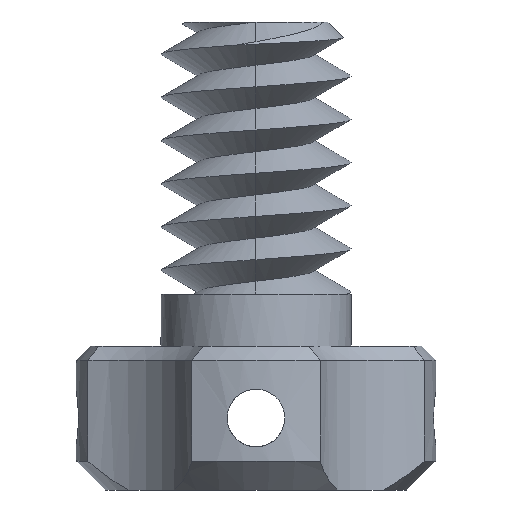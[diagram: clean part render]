
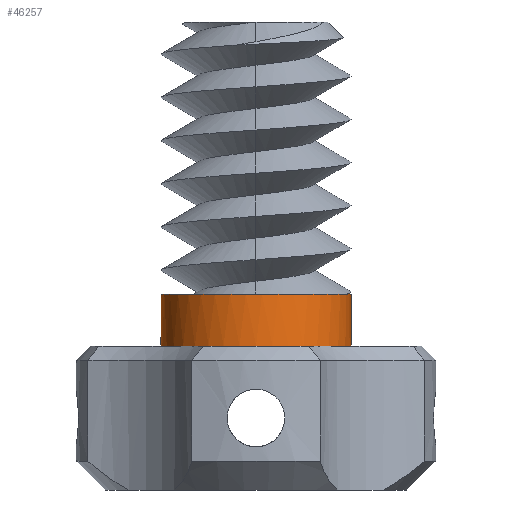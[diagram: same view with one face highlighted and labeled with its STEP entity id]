
A CAD part, front view. The second image highlights one B-rep face of the part: STEP entity #46257.
In plain terms, the highlighted cylindrical face has radius 3.3 mm (diameter 6.6 mm), a full revolution.
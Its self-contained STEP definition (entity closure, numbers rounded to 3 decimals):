
#21 = EDGE_CURVE('',#22,#24,#26,.T.);
#22 = VERTEX_POINT('',#23);
#23 = CARTESIAN_POINT('',(3.3,0.,1.8));
#24 = VERTEX_POINT('',#25);
#25 = CARTESIAN_POINT('',(3.138,-1.02,1.8)
  );
#26 = SURFACE_CURVE('',#27,(#32,#44),.PCURVE_S1.);
#27 = CIRCLE('',#28,3.3);
#28 = AXIS2_PLACEMENT_3D('',#29,#30,#31);
#29 = CARTESIAN_POINT('',(0.,0.,1.8));
#30 = DIRECTION('',(0.,0.,1.));
#31 = DIRECTION('',(1.,0.,0.));
#32 = PCURVE('',#33,#38);
#33 = PLANE('',#34);
#34 = AXIS2_PLACEMENT_3D('',#35,#36,#37);
#35 = CARTESIAN_POINT('',(0.,0.,1.8));
#36 = DIRECTION('',(0.,0.,1.));
#37 = DIRECTION('',(1.,0.,0.));
#38 = DEFINITIONAL_REPRESENTATION('',(#39),#43);
#39 = CIRCLE('',#40,3.3);
#40 = AXIS2_PLACEMENT_2D('',#41,#42);
#41 = CARTESIAN_POINT('',(0.,0.));
#42 = DIRECTION('',(1.,0.));
#43 = ( GEOMETRIC_REPRESENTATION_CONTEXT(2) 
PARAMETRIC_REPRESENTATION_CONTEXT() REPRESENTATION_CONTEXT('2D SPACE',''
  ) );
#44 = PCURVE('',#45,#50);
#45 = CYLINDRICAL_SURFACE('',#46,3.3);
#46 = AXIS2_PLACEMENT_3D('',#47,#48,#49);
#47 = CARTESIAN_POINT('',(0.,0.,0.));
#48 = DIRECTION('',(-0.,-0.,-1.));
#49 = DIRECTION('',(1.,0.,0.));
#50 = DEFINITIONAL_REPRESENTATION('',(#51),#55);
#51 = LINE('',#52,#53);
#52 = CARTESIAN_POINT('',(-0.,-1.8));
#53 = VECTOR('',#54,1.);
#54 = DIRECTION('',(-1.,0.));
#55 = ( GEOMETRIC_REPRESENTATION_CONTEXT(2) 
PARAMETRIC_REPRESENTATION_CONTEXT() REPRESENTATION_CONTEXT('2D SPACE',''
  ) );
#57 = EDGE_CURVE('',#24,#22,#58,.T.);
#58 = SURFACE_CURVE('',#59,(#64,#71),.PCURVE_S1.);
#59 = CIRCLE('',#60,3.3);
#60 = AXIS2_PLACEMENT_3D('',#61,#62,#63);
#61 = CARTESIAN_POINT('',(0.,0.,1.8));
#62 = DIRECTION('',(0.,0.,1.));
#63 = DIRECTION('',(1.,0.,0.));
#64 = PCURVE('',#33,#65);
#65 = DEFINITIONAL_REPRESENTATION('',(#66),#70);
#66 = CIRCLE('',#67,3.3);
#67 = AXIS2_PLACEMENT_2D('',#68,#69);
#68 = CARTESIAN_POINT('',(0.,0.));
#69 = DIRECTION('',(1.,0.));
#70 = ( GEOMETRIC_REPRESENTATION_CONTEXT(2) 
PARAMETRIC_REPRESENTATION_CONTEXT() REPRESENTATION_CONTEXT('2D SPACE',''
  ) );
#71 = PCURVE('',#45,#72);
#72 = DEFINITIONAL_REPRESENTATION('',(#73),#77);
#73 = LINE('',#74,#75);
#74 = CARTESIAN_POINT('',(-0.,-1.8));
#75 = VECTOR('',#76,1.);
#76 = DIRECTION('',(-1.,0.));
#77 = ( GEOMETRIC_REPRESENTATION_CONTEXT(2) 
PARAMETRIC_REPRESENTATION_CONTEXT() REPRESENTATION_CONTEXT('2D SPACE',''
  ) );
#2471 = PLANE('',#2472);
#2472 = AXIS2_PLACEMENT_3D('',#2473,#2474,#2475);
#2473 = CARTESIAN_POINT('',(0.,0.,0.)
  );
#2474 = DIRECTION('',(0.,0.,-1.));
#2475 = DIRECTION('',(1.,0.,0.));
#4607 = EDGE_CURVE('',#4608,#4610,#4612,.T.);
#4608 = VERTEX_POINT('',#4609);
#4609 = CARTESIAN_POINT('',(0.,-3.3,
    0.));
#4610 = VERTEX_POINT('',#4611);
#4611 = CARTESIAN_POINT('',(3.3,0.,0.));
#4612 = SURFACE_CURVE('',#4613,(#4618,#4629),.PCURVE_S1.);
#4613 = CIRCLE('',#4614,3.3);
#4614 = AXIS2_PLACEMENT_3D('',#4615,#4616,#4617);
#4615 = CARTESIAN_POINT('',(0.,0.,0.));
#4616 = DIRECTION('',(0.,0.,1.));
#4617 = DIRECTION('',(1.,0.,0.));
#4618 = PCURVE('',#2471,#4619);
#4619 = DEFINITIONAL_REPRESENTATION('',(#4620),#4628);
#4620 = ( BOUNDED_CURVE() B_SPLINE_CURVE(2,(#4621,#4622,#4623,#4624,
#4625,#4626,#4627),.UNSPECIFIED.,.T.,.F.) B_SPLINE_CURVE_WITH_KNOTS((1,2
    ,2,2,2,1),(-2.094,0.,2.094,4.189,
6.283,8.378),.UNSPECIFIED.) CURVE() 
GEOMETRIC_REPRESENTATION_ITEM() RATIONAL_B_SPLINE_CURVE((1.,0.5,1.,0.5,
1.,0.5,1.)) REPRESENTATION_ITEM('') );
#4621 = CARTESIAN_POINT('',(3.3,0.));
#4622 = CARTESIAN_POINT('',(3.3,-5.716));
#4623 = CARTESIAN_POINT('',(-1.65,-2.858));
#4624 = CARTESIAN_POINT('',(-6.6,0.));
#4625 = CARTESIAN_POINT('',(-1.65,2.858));
#4626 = CARTESIAN_POINT('',(3.3,5.716));
#4627 = CARTESIAN_POINT('',(3.3,0.));
#4628 = ( GEOMETRIC_REPRESENTATION_CONTEXT(2) 
PARAMETRIC_REPRESENTATION_CONTEXT() REPRESENTATION_CONTEXT('2D SPACE',''
  ) );
#4629 = PCURVE('',#45,#4630);
#4630 = DEFINITIONAL_REPRESENTATION('',(#4631),#4635);
#4631 = LINE('',#4632,#4633);
#4632 = CARTESIAN_POINT('',(-0.,0.));
#4633 = VECTOR('',#4634,1.);
#4634 = DIRECTION('',(-1.,0.));
#4635 = ( GEOMETRIC_REPRESENTATION_CONTEXT(2) 
PARAMETRIC_REPRESENTATION_CONTEXT() REPRESENTATION_CONTEXT('2D SPACE',''
  ) );
#4637 = EDGE_CURVE('',#4610,#4608,#4638,.T.);
#4638 = SURFACE_CURVE('',#4639,(#4644,#4655),.PCURVE_S1.);
#4639 = CIRCLE('',#4640,3.3);
#4640 = AXIS2_PLACEMENT_3D('',#4641,#4642,#4643);
#4641 = CARTESIAN_POINT('',(0.,0.,0.));
#4642 = DIRECTION('',(0.,0.,1.));
#4643 = DIRECTION('',(1.,0.,0.));
#4644 = PCURVE('',#2471,#4645);
#4645 = DEFINITIONAL_REPRESENTATION('',(#4646),#4654);
#4646 = ( BOUNDED_CURVE() B_SPLINE_CURVE(2,(#4647,#4648,#4649,#4650,
#4651,#4652,#4653),.UNSPECIFIED.,.T.,.F.) B_SPLINE_CURVE_WITH_KNOTS((1,2
    ,2,2,2,1),(-2.094,0.,2.094,4.189,
6.283,8.378),.UNSPECIFIED.) CURVE() 
GEOMETRIC_REPRESENTATION_ITEM() RATIONAL_B_SPLINE_CURVE((1.,0.5,1.,0.5,
1.,0.5,1.)) REPRESENTATION_ITEM('') );
#4647 = CARTESIAN_POINT('',(3.3,0.));
#4648 = CARTESIAN_POINT('',(3.3,-5.716));
#4649 = CARTESIAN_POINT('',(-1.65,-2.858));
#4650 = CARTESIAN_POINT('',(-6.6,0.));
#4651 = CARTESIAN_POINT('',(-1.65,2.858));
#4652 = CARTESIAN_POINT('',(3.3,5.716));
#4653 = CARTESIAN_POINT('',(3.3,0.));
#4654 = ( GEOMETRIC_REPRESENTATION_CONTEXT(2) 
PARAMETRIC_REPRESENTATION_CONTEXT() REPRESENTATION_CONTEXT('2D SPACE',''
  ) );
#4655 = PCURVE('',#45,#4656);
#4656 = DEFINITIONAL_REPRESENTATION('',(#4657),#4661);
#4657 = LINE('',#4658,#4659);
#4658 = CARTESIAN_POINT('',(-0.,0.));
#4659 = VECTOR('',#4660,1.);
#4660 = DIRECTION('',(-1.,0.));
#4661 = ( GEOMETRIC_REPRESENTATION_CONTEXT(2) 
PARAMETRIC_REPRESENTATION_CONTEXT() REPRESENTATION_CONTEXT('2D SPACE',''
  ) );
#46257 = ADVANCED_FACE('',(#46258),#45,.T.);
#46258 = FACE_BOUND('',#46259,.F.);
#46259 = EDGE_LOOP('',(#46260,#46261,#46281,#46282,#46283,#46284));
#46260 = ORIENTED_EDGE('',*,*,#57,.T.);
#46261 = ORIENTED_EDGE('',*,*,#46262,.T.);
#46262 = EDGE_CURVE('',#22,#4610,#46263,.T.);
#46263 = SEAM_CURVE('',#46264,(#46267,#46274),.PCURVE_S1.);
#46264 = B_SPLINE_CURVE_WITH_KNOTS('',1,(#46265,#46266),.UNSPECIFIED.,
  .F.,.F.,(2,2),(-1.8,0.),.PIECEWISE_BEZIER_KNOTS.);
#46265 = CARTESIAN_POINT('',(3.3,0.,1.8));
#46266 = CARTESIAN_POINT('',(3.3,0.,0.));
#46267 = PCURVE('',#45,#46268);
#46268 = DEFINITIONAL_REPRESENTATION('',(#46269),#46273);
#46269 = LINE('',#46270,#46271);
#46270 = CARTESIAN_POINT('',(-6.283,0.));
#46271 = VECTOR('',#46272,1.);
#46272 = DIRECTION('',(-0.,1.));
#46273 = ( GEOMETRIC_REPRESENTATION_CONTEXT(2) 
PARAMETRIC_REPRESENTATION_CONTEXT() REPRESENTATION_CONTEXT('2D SPACE',''
  ) );
#46274 = PCURVE('',#45,#46275);
#46275 = DEFINITIONAL_REPRESENTATION('',(#46276),#46280);
#46276 = LINE('',#46277,#46278);
#46277 = CARTESIAN_POINT('',(-0.,0.));
#46278 = VECTOR('',#46279,1.);
#46279 = DIRECTION('',(-0.,1.));
#46280 = ( GEOMETRIC_REPRESENTATION_CONTEXT(2) 
PARAMETRIC_REPRESENTATION_CONTEXT() REPRESENTATION_CONTEXT('2D SPACE',''
  ) );
#46281 = ORIENTED_EDGE('',*,*,#4607,.F.);
#46282 = ORIENTED_EDGE('',*,*,#4637,.F.);
#46283 = ORIENTED_EDGE('',*,*,#46262,.F.);
#46284 = ORIENTED_EDGE('',*,*,#21,.T.);
